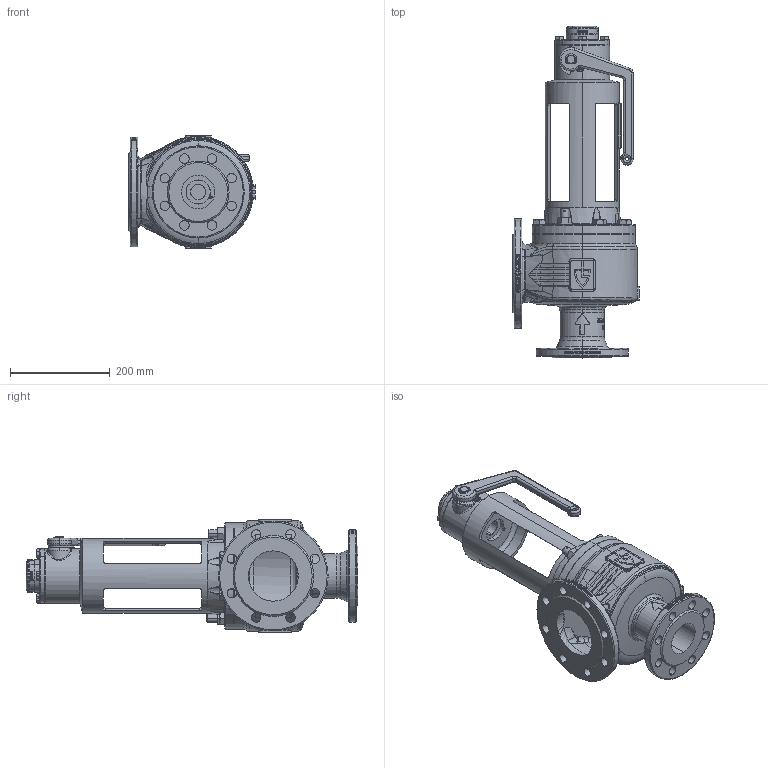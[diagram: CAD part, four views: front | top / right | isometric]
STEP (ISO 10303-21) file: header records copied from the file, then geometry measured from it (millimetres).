
FILE_DESCRIPTION (( 'STEP AP214' ), '1' );
FILE_NAME ('355SGL_65_FLFL_65100_MD.STEP', '2020-08-20T08:58:37', ( '' ), ( '' ), 'SwSTEP 2.0', 'SolidWorks 2020', '' );
FILE_SCHEMA (( 'AUTOMOTIVE_DESIGN' ));
Length unit declared in the file: millimetre
Products named in the file (1): 355SGL_65_FLFL_65100_MD
Bounding box: 255 x 666.75 x 225 mm (x, y, z)
Volume: 4523235.7 mm3; surface area: 934140.9 mm2
Topology: 26 solids, 26 shells, 3099 faces, 7821 edges, 4952 vertices
Faces by surface type: plane 1120, bspline 860, cylinder 653, cone 283, torus 165, sphere 18
Entity records: 238232 total; most frequent: CARTESIAN_POINT 135877, ORIENTED_EDGE 15510, DIRECTION 11979, EDGE_CURVE 7755, VERTEX_POINT 4952, AXIS2_PLACEMENT_3D 4774, EDGE_LOOP 3455, UNCERTAINTY_MEASURE_WITH_UNIT 3120
